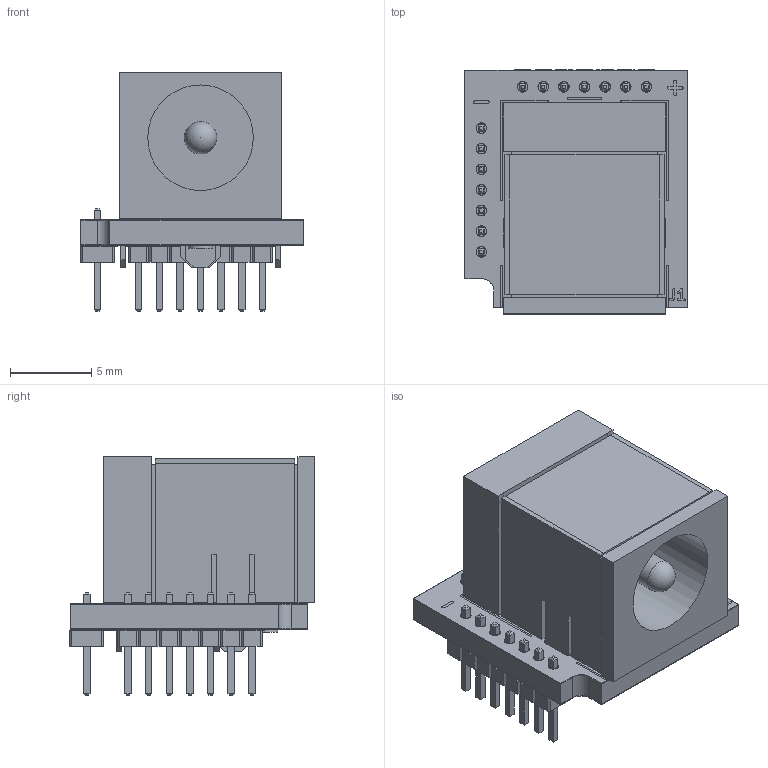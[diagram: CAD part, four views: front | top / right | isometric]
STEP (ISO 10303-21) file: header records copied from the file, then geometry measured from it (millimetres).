
FILE_DESCRIPTION(('KiCad electronic assembly'),'2;1');
FILE_NAME('PJ-063AH_breakoutl.step','2025-09-06T11:07:29',('Pcbnew'),( 'Kicad'),'Open CASCADE STEP processor 7.6','KiCad to STEP converter' ,'Unknown');
FILE_SCHEMA(('AUTOMOTIVE_DESIGN { 1 0 10303 214 1 1 1 1 }'));
Length unit declared in the file: millimetre
Products named in the file (8): PJ-063AH_breakoutl 1; BarrelJack_CUI_PJ-063AH_Horizontal; PinHeader_1x07_P1.27mm_Vertical; 50mil_PJ-063AH_breakout_silkscreen; 50mil_PJ-063AH_breakout_soldermask; 50mil_PJ-063AH_breakout_PCB
Assembly tree (8 placements, depth 2):
  PJ-063AH_breakoutl 1
    BarrelJack_CUI_PJ-063AH_Horizontal
    PinHeader_1x07_P1.27mm_Vertical  x2
    50mil_PJ-063AH_breakout_silkscreen
    50mil_PJ-063AH_breakout_silkscreen
    50mil_PJ-063AH_breakout_soldermask
    50mil_PJ-063AH_breakout_soldermask
    50mil_PJ-063AH_breakout_PCB
Bounding box: 13.75 x 15.05 x 14.68 mm (x, y, z)
Volume: 1182.6 mm3; surface area: 2598.2 mm2
Topology: 5 solids, 28 shells, 503 faces, 1447 edges, 1009 vertices
Faces by surface type: plane 475, cylinder 27, sphere 1
Full cylindrical faces by diameter (mm): 0.65 x14, 1.5 x1, 1.6 x1, 2 x1, 6.5 x1
Entity records: 11902 total; most frequent: CARTESIAN_POINT 2127, DIRECTION 1886, ORIENTED_EDGE 1790, EDGE_CURVE 1034, LINE 862, VECTOR 862, VERTEX_POINT 753, AXIS2_PLACEMENT_3D 512
